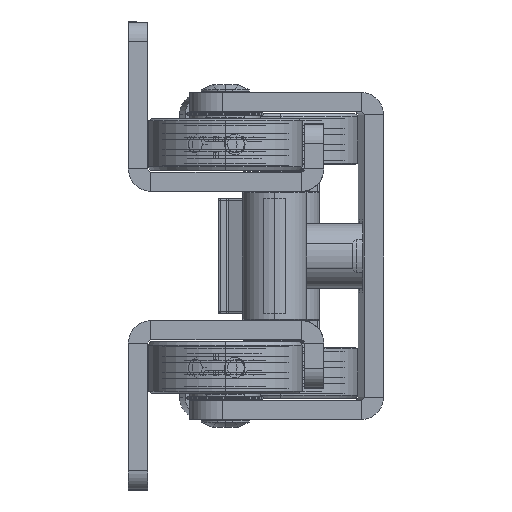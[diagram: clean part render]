
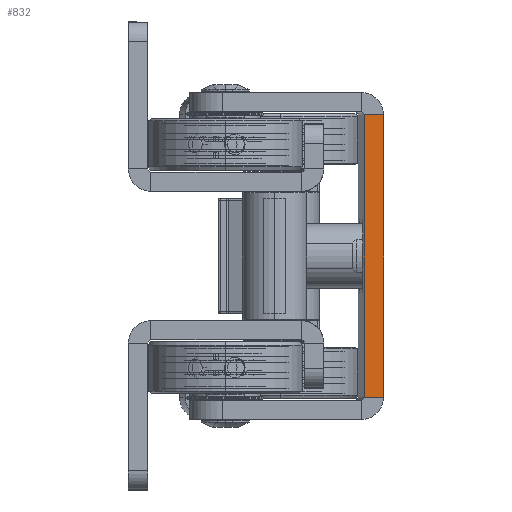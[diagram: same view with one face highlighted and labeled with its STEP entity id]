
A CAD part, left-side view. The second image highlights one B-rep face of the part: STEP entity #832.
In plain terms, the highlighted face is planar.
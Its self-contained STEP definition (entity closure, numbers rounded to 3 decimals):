
#287 = EDGE_LOOP ( 'NONE', ( #14696, #8942, #4767, #14044 ) ) ;
#451 = CARTESIAN_POINT ( 'NONE',  ( 800., 0., 58. ) ) ;
#832 = ADVANCED_FACE ( 'NONE', ( #20772 ), #3799, .T. ) ;
#1390 = CARTESIAN_POINT ( 'NONE',  ( 800., 0., -22. ) ) ;
#1396 = VERTEX_POINT ( 'NONE', #1390 ) ;
#2108 = CARTESIAN_POINT ( 'NONE',  ( 800., -3., 22. ) ) ;
#3799 = PLANE ( 'NONE',  #17806 ) ;
#4270 = VECTOR ( 'NONE', #18260, 1000. ) ;
#4543 = LINE ( 'NONE', #11892, #12334 ) ;
#4767 = ORIENTED_EDGE ( 'NONE', *, *, #24470, .F. ) ;
#5411 = DIRECTION ( 'NONE',  ( 1., 0., 0. ) ) ;
#6884 = EDGE_CURVE ( 'NONE', #9221, #22204, #4543, .T. ) ;
#8942 = ORIENTED_EDGE ( 'NONE', *, *, #16527, .F. ) ;
#8958 = VERTEX_POINT ( 'NONE', #18248 ) ;
#9221 = VERTEX_POINT ( 'NONE', #2108 ) ;
#9522 = CARTESIAN_POINT ( 'NONE',  ( 800., -3., -22. ) ) ;
#10131 = EDGE_CURVE ( 'NONE', #1396, #22204, #14971, .T. ) ;
#11892 = CARTESIAN_POINT ( 'NONE',  ( 800., -3., 58. ) ) ;
#12334 = VECTOR ( 'NONE', #23019, 1000. ) ;
#13629 = VECTOR ( 'NONE', #17052, 1000. ) ;
#14044 = ORIENTED_EDGE ( 'NONE', *, *, #6884, .T. ) ;
#14696 = ORIENTED_EDGE ( 'NONE', *, *, #10131, .F. ) ;
#14971 = LINE ( 'NONE', #9522, #13629 ) ;
#15570 = CARTESIAN_POINT ( 'NONE',  ( 800., -3., -22. ) ) ;
#16527 = EDGE_CURVE ( 'NONE', #8958, #1396, #20794, .T. ) ;
#17052 = DIRECTION ( 'NONE',  ( 0., -1., 0. ) ) ;
#17806 = AXIS2_PLACEMENT_3D ( 'NONE', #20890, #5411, #18930 ) ;
#18142 = LINE ( 'NONE', #21854, #4270 ) ;
#18248 = CARTESIAN_POINT ( 'NONE',  ( 800., 0., 22. ) ) ;
#18260 = DIRECTION ( 'NONE',  ( 0., 1., 0. ) ) ;
#18930 = DIRECTION ( 'NONE',  ( 0., 0., -1. ) ) ;
#19034 = VECTOR ( 'NONE', #22891, 1000. ) ;
#20772 = FACE_OUTER_BOUND ( 'NONE', #287, .T. ) ;
#20794 = LINE ( 'NONE', #451, #19034 ) ;
#20890 = CARTESIAN_POINT ( 'NONE',  ( 800., -3., 58. ) ) ;
#21854 = CARTESIAN_POINT ( 'NONE',  ( 800., -3., 22. ) ) ;
#22204 = VERTEX_POINT ( 'NONE', #15570 ) ;
#22891 = DIRECTION ( 'NONE',  ( 0., 0., -1. ) ) ;
#23019 = DIRECTION ( 'NONE',  ( 0., 0., -1. ) ) ;
#24470 = EDGE_CURVE ( 'NONE', #9221, #8958, #18142, .T. ) ;
